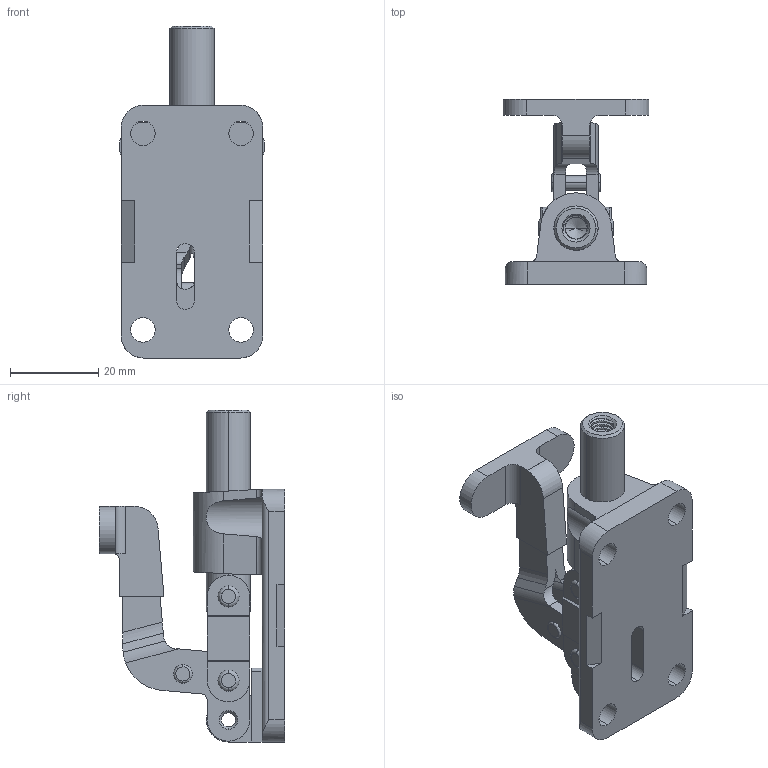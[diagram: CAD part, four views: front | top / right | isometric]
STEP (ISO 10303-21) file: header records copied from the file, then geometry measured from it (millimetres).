
FILE_DESCRIPTION (( 'STEP AP203' ), '1' );
FILE_NAME ('5093A26.step', '2012-12-28T21:52:17', ( 't2jrg' ), ( '' ), 'SwSTEP 2.0', 'SolidWorks 2009', '' );
FILE_SCHEMA (( 'CONFIG_CONTROL_DESIGN' ));
Length unit declared in the file: inch
Products named in the file (1): 5093A26
Bounding box: 33 x 41.9 x 75.14 mm (x, y, z)
Volume: 22592.6 mm3; surface area: 15198.3 mm2
Topology: 5 solids, 5 shells, 246 faces, 676 edges, 444 vertices
Faces by surface type: cylinder 115, plane 103, bspline 15, cone 13
Entity records: 12499 total; most frequent: CARTESIAN_POINT 6354, ORIENTED_EDGE 1348, DIRECTION 1191, EDGE_CURVE 674, VERTEX_POINT 444, AXIS2_PLACEMENT_3D 412, VECTOR 367, LINE 367
